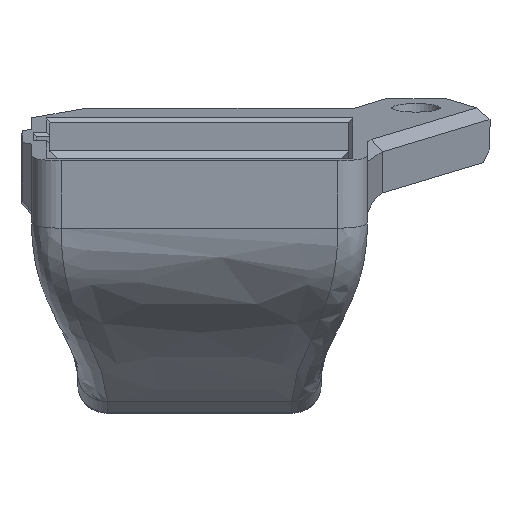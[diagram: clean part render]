
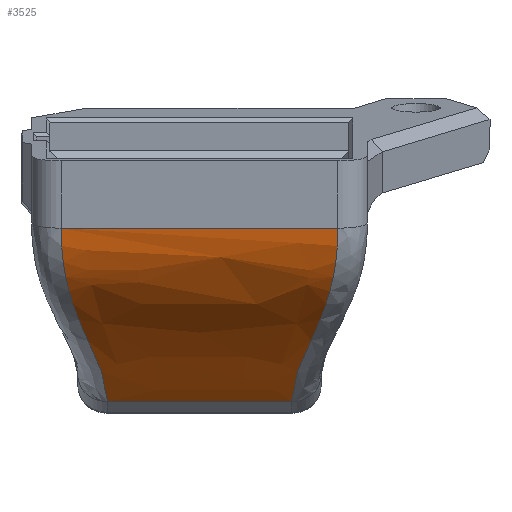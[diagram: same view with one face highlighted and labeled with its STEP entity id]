
A CAD part, left-side view. The second image highlights one B-rep face of the part: STEP entity #3525.
In plain terms, the highlighted free-form (B-spline) face has degree [3, 3] with [4, 4] control points.
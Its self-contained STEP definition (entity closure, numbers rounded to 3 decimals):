
#50=B_SPLINE_SURFACE_WITH_KNOTS('',3,3,((#6280,#6281,#6282,#6283),(#6284,
#6285,#6286,#6287),(#6288,#6289,#6290,#6291),(#6292,#6293,#6294,#6295)),
 .UNSPECIFIED.,.F.,.F.,.F.,(4,4),(4,4),(0.,1.),(0.,1.),.UNSPECIFIED.);
#88=B_SPLINE_CURVE_WITH_KNOTS('',3,(#6276,#6277,#6278,#6279),
 .UNSPECIFIED.,.F.,.F.,(4,4),(0.,1.),.UNSPECIFIED.);
#89=B_SPLINE_CURVE_WITH_KNOTS('',3,(#6298,#6299,#6300,#6301),
 .UNSPECIFIED.,.F.,.F.,(4,4),(0.,1.),.UNSPECIFIED.);
#435=FACE_OUTER_BOUND('',#663,.T.);
#663=EDGE_LOOP('',(#3033,#3034,#3035,#3036));
#1001=LINE('',#6065,#1363);
#1030=LINE('',#6297,#1392);
#1363=VECTOR('',#4627,10.);
#1392=VECTOR('',#4700,10.);
#1670=VERTEX_POINT('',#6060);
#1671=VERTEX_POINT('',#6064);
#1695=VERTEX_POINT('',#6274);
#1696=VERTEX_POINT('',#6296);
#2110=EDGE_CURVE('',#1670,#1671,#1001,.F.);
#2152=EDGE_CURVE('',#1670,#1695,#88,.T.);
#2153=EDGE_CURVE('',#1696,#1695,#1030,.T.);
#2154=EDGE_CURVE('',#1671,#1696,#89,.T.);
#3033=ORIENTED_EDGE('',*,*,#2110,.F.);
#3034=ORIENTED_EDGE('',*,*,#2152,.T.);
#3035=ORIENTED_EDGE('',*,*,#2153,.F.);
#3036=ORIENTED_EDGE('',*,*,#2154,.F.);
#3525=ADVANCED_FACE('',(#435),#50,.T.);
#4627=DIRECTION('',(0.,1.,0.));
#4700=DIRECTION('',(0.,1.,0.));
#6060=CARTESIAN_POINT('',(-36.373,9.406,15.416));
#6064=CARTESIAN_POINT('',(-36.373,-9.394,15.416));
#6065=CARTESIAN_POINT('',(-36.373,-3.994,15.416));
#6274=CARTESIAN_POINT('',(-21.308,6.256,3.639));
#6276=CARTESIAN_POINT('Ctrl Pts',(-36.373,9.406,15.416));
#6277=CARTESIAN_POINT('Ctrl Pts',(-35.251,9.406,9.055));
#6278=CARTESIAN_POINT('Ctrl Pts',(-26.951,6.256,6.783));
#6279=CARTESIAN_POINT('Ctrl Pts',(-21.308,6.256,3.639));
#6280=CARTESIAN_POINT('Ctrl Pts',(-36.373,-9.394,15.416));
#6281=CARTESIAN_POINT('Ctrl Pts',(-35.251,-9.394,9.055));
#6282=CARTESIAN_POINT('Ctrl Pts',(-26.951,-6.244,6.783));
#6283=CARTESIAN_POINT('Ctrl Pts',(-21.308,-6.244,3.639));
#6284=CARTESIAN_POINT('Ctrl Pts',(-36.373,-8.347,15.416));
#6285=CARTESIAN_POINT('Ctrl Pts',(-35.25,-7.997,9.051));
#6286=CARTESIAN_POINT('Ctrl Pts',(-26.954,-5.547,6.785));
#6287=CARTESIAN_POINT('Ctrl Pts',(-21.308,-5.197,3.639));
#6288=CARTESIAN_POINT('Ctrl Pts',(-36.373,8.358,15.416));
#6289=CARTESIAN_POINT('Ctrl Pts',(-35.25,8.008,9.051));
#6290=CARTESIAN_POINT('Ctrl Pts',(-26.954,5.558,6.785));
#6291=CARTESIAN_POINT('Ctrl Pts',(-21.308,5.208,3.639));
#6292=CARTESIAN_POINT('Ctrl Pts',(-36.373,9.406,15.416));
#6293=CARTESIAN_POINT('Ctrl Pts',(-35.251,9.406,9.055));
#6294=CARTESIAN_POINT('Ctrl Pts',(-26.951,6.256,6.783));
#6295=CARTESIAN_POINT('Ctrl Pts',(-21.308,6.256,3.639));
#6296=CARTESIAN_POINT('',(-21.308,-6.244,3.639));
#6297=CARTESIAN_POINT('',(-21.308,6.256,3.639));
#6298=CARTESIAN_POINT('Ctrl Pts',(-36.373,-9.394,15.416));
#6299=CARTESIAN_POINT('Ctrl Pts',(-35.251,-9.394,9.055));
#6300=CARTESIAN_POINT('Ctrl Pts',(-26.951,-6.244,6.783));
#6301=CARTESIAN_POINT('Ctrl Pts',(-21.308,-6.244,3.639));
